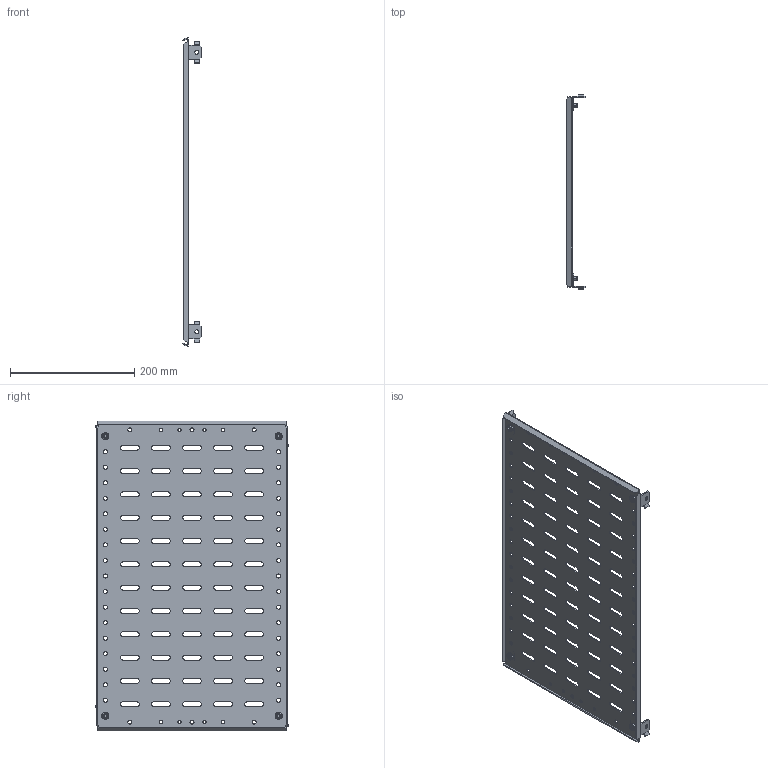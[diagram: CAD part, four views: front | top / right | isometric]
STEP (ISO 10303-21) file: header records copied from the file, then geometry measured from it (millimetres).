
FILE_DESCRIPTION (( 'STEP AP203' ), '1' );
FILE_NAME ('FO-00-SWF-050-040 FORMAT Ïåðåãîðîäêà ñåêöèîíèðîâàíèÿ çàäíÿÿ 500õ400 IEK.STEP', '2024-07-04T09:24:03', ( '' ), ( '' ), 'SwSTEP 2.0', 'SolidWorks 2022', '' );
FILE_SCHEMA (( 'CONFIG_CONTROL_DESIGN' ));
Length unit declared in the file: millimetre
Products named in the file (1): FO-00-SWF-050-040 FORMAT Перегородка секционирования задняя 500х400 IEK
Bounding box: 30.52 x 311.5 x 497.66 mm (x, y, z)
Volume: 232381.7 mm3; surface area: 317856.9 mm2
Topology: 9 solids, 9 shells, 688 faces, 1954 edges, 1292 vertices
Faces by surface type: cylinder 376, plane 280, cone 16, torus 16
Entity records: 23163 total; most frequent: DIRECTION 4132, CARTESIAN_POINT 3935, ORIENTED_EDGE 3908, EDGE_CURVE 1954, AXIS2_PLACEMENT_3D 1489, VERTEX_POINT 1292, VECTOR 1154, LINE 1154
